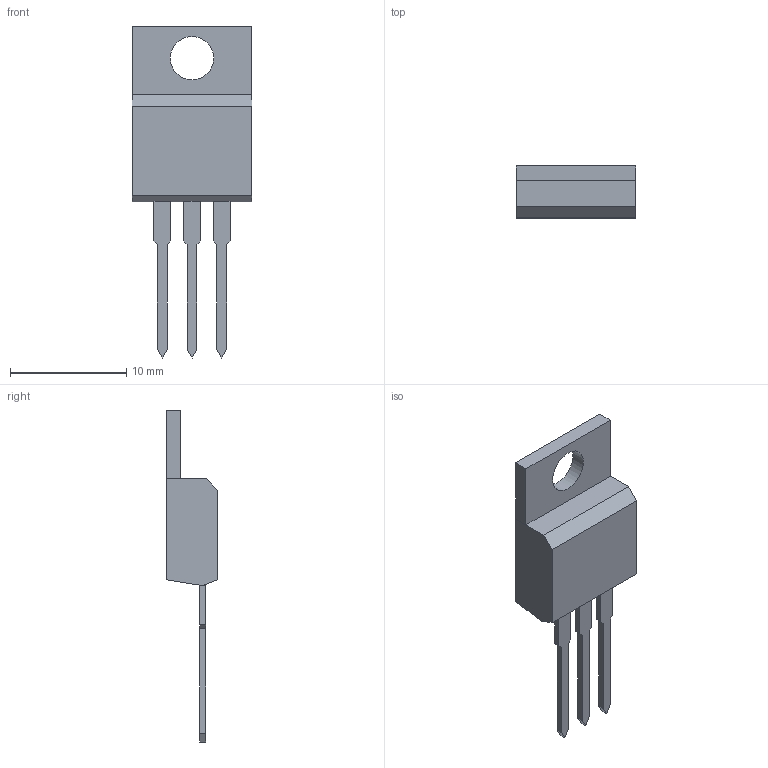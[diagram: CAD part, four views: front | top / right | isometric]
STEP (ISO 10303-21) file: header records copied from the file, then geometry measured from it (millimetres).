
FILE_DESCRIPTION(('FreeCAD Model'),'2;1');
FILE_NAME('TO-220-3_Vertical.step','2018-04-05T10:14:22',('kicad StepUp'),( 'ksu MCAD'),'Open CASCADE STEP processor 6.8','FreeCAD','Unknown');
FILE_SCHEMA(('AUTOMOTIVE_DESIGN_CC2 { 1 2 10303 214 -1 1 5 4 }'));
Length unit declared in the file: millimetre
Products named in the file (1): TO-220-3_Vertical
Bounding box: 10.25 x 4.46 x 28.52 mm (x, y, z)
Volume: 486.8 mm3; surface area: 594.5 mm2
Topology: 1 solids, 1 shells, 48 faces, 138 edges, 92 vertices
Faces by surface type: plane 47, cylinder 1
Full cylindrical faces by diameter (mm): 3.735 x1
Entity records: 1118 total; most frequent: ORIENTED_EDGE 215, EDGE_CURVE 138, LINE 132, CARTESIAN_POINT 127, VERTEX_POINT 92, DIRECTION 52, AXIS2_PLACEMENT_3D 50, FACE_BOUND 50
